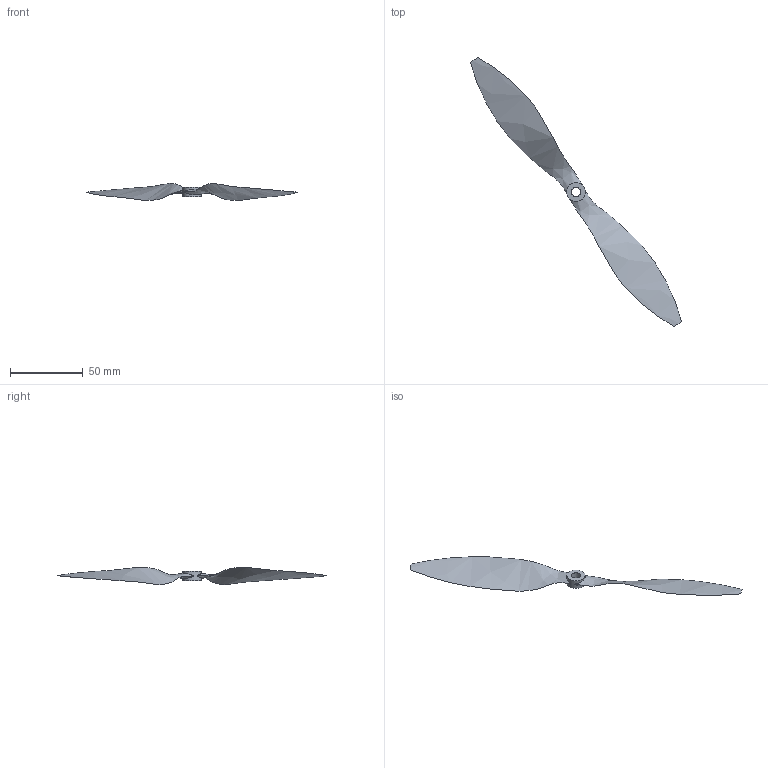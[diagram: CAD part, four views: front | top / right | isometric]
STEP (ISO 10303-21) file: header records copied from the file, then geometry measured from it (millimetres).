
FILE_DESCRIPTION((''),'2;1');
FILE_NAME('propeller.stp','2011-08-21T10:44:21',('Nathan'),(''),'Autodesk Inventor 2011','Autodesk Inventor 2011','');
FILE_SCHEMA(('AUTOMOTIVE_DESIGN { 1 0 10303 214 1 1 1 1 }'));
Length unit declared in the file: inch
Products named in the file (3): propeller; shaft; prop
Assembly tree (3 placements, depth 2):
  propeller
    shaft
    prop  x2
Bounding box: 144.69 x 184.83 x 11.76 mm (x, y, z)
Volume: 4765 mm3; surface area: 9857.7 mm2
Topology: 3 solids, 3 shells, 12 faces, 20 edges, 14 vertices
Faces by surface type: cylinder 4, plane 4, bspline 4
Full cylindrical faces by diameter (mm): 6.35 x1, 12.7 x1
Entity records: 496 total; most frequent: CARTESIAN_POINT 265, DIRECTION 36, ORIENTED_EDGE 22, AXIS2_PLACEMENT_3D 18, EDGE_LOOP 12, EDGE_CURVE 11, VERTEX_POINT 9, DIMENSIONAL_EXPONENTS 8
